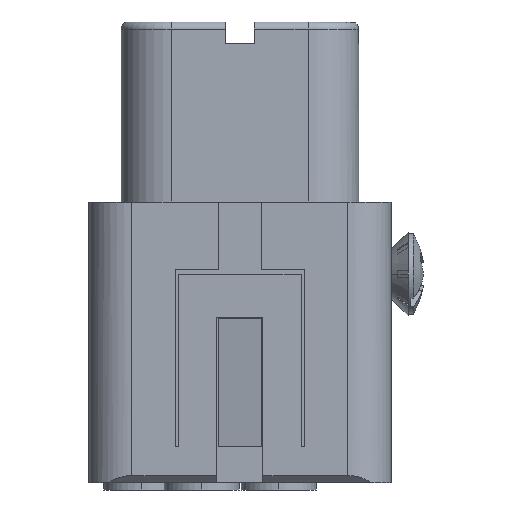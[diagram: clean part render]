
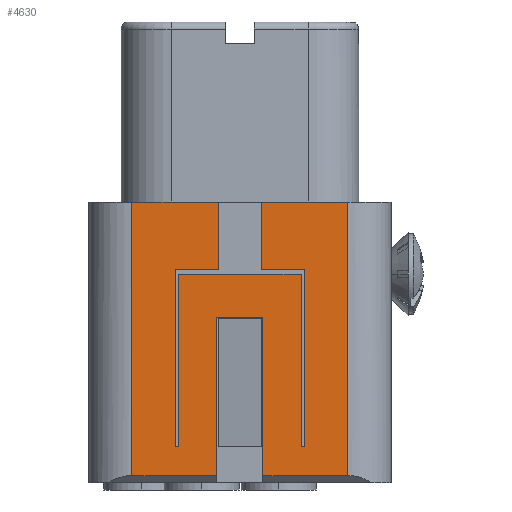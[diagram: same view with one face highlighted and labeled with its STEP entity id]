
A CAD part, left-side view. The second image highlights one B-rep face of the part: STEP entity #4630.
In plain terms, the highlighted planar face has unit normal (-1, 0, 0).
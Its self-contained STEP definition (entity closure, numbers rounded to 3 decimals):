
#3040=CARTESIAN_POINT('',(38.188,39.113,-19.));
#3050=DIRECTION('',(-1.,0.,0.));
#3060=DIRECTION('',(0.,1.,0.));
#3070=AXIS2_PLACEMENT_3D('',#3040,#3050,#3060);
#3080=PLANE('',#3070);
#3090=CARTESIAN_POINT('',(38.188,45.165,-24.));
#3100=DIRECTION('',(0.,0.,-1.));
#3110=VECTOR('',#3100,1.);
#3120=LINE('',#3090,#3110);
#3130=CARTESIAN_POINT('',(38.188,45.165,-31.3));
#3140=VERTEX_POINT('',#3130);
#3150=CARTESIAN_POINT('',(38.188,45.165,-36.));
#3160=VERTEX_POINT('',#3150);
#3170=EDGE_CURVE('',#3140,#3160,#3120,.T.);
#3180=ORIENTED_EDGE('',*,*,#3170,.T.);
#3190=CARTESIAN_POINT('',(38.188,46.605,-31.3));
#3200=DIRECTION('',(0.,1.,0.));
#3210=VECTOR('',#3200,1.);
#3220=LINE('',#3190,#3210);
#3230=CARTESIAN_POINT('',(38.188,42.165,-31.3));
#3240=VERTEX_POINT('',#3230);
#3250=EDGE_CURVE('',#3240,#3140,#3220,.T.);
#3260=ORIENTED_EDGE('',*,*,#3250,.T.);
#3270=CARTESIAN_POINT('',(38.188,42.165,-24.));
#3280=DIRECTION('',(0.,0.,1.));
#3290=VECTOR('',#3280,1.);
#3300=LINE('',#3270,#3290);
#3310=CARTESIAN_POINT('',(38.188,42.165,-19.));
#3320=VERTEX_POINT('',#3310);
#3330=EDGE_CURVE('',#3240,#3320,#3300,.T.);
#3340=ORIENTED_EDGE('',*,*,#3330,.F.);
#3350=CARTESIAN_POINT('',(38.188,56.839,-19.));
#3360=DIRECTION('',(0.,1.,0.));
#3370=VECTOR('',#3360,1.);
#3380=LINE('',#3350,#3370);
#3390=CARTESIAN_POINT('',(38.188,42.415,-19.));
#3400=VERTEX_POINT('',#3390);
#3410=EDGE_CURVE('',#3320,#3400,#3380,.T.);
#3420=ORIENTED_EDGE('',*,*,#3410,.F.);
#3430=CARTESIAN_POINT('',(38.188,42.415,-17.5));
#3440=DIRECTION('',(0.,0.,-1.));
#3450=VECTOR('',#3440,1.);
#3460=LINE('',#3430,#3450);
#3470=CARTESIAN_POINT('',(38.188,42.415,-31.));
#3480=VERTEX_POINT('',#3470);
#3490=EDGE_CURVE('',#3400,#3480,#3460,.T.);
#3500=ORIENTED_EDGE('',*,*,#3490,.F.);
#3510=CARTESIAN_POINT('',(38.188,56.839,-31.));
#3520=DIRECTION('',(0.,-1.,0.));
#3530=VECTOR('',#3520,1.);
#3540=LINE('',#3510,#3530);
#3550=CARTESIAN_POINT('',(38.188,50.915,-31.));
#3560=VERTEX_POINT('',#3550);
#3570=EDGE_CURVE('',#3560,#3480,#3540,.T.);
#3580=ORIENTED_EDGE('',*,*,#3570,.T.);
#3590=CARTESIAN_POINT('',(38.188,50.915,-17.5));
#3600=DIRECTION('',(0.,0.,-1.));
#3610=VECTOR('',#3600,1.);
#3620=LINE('',#3590,#3610);
#3630=CARTESIAN_POINT('',(38.188,50.915,-19.));
#3640=VERTEX_POINT('',#3630);
#3650=EDGE_CURVE('',#3640,#3560,#3620,.T.);
#3660=ORIENTED_EDGE('',*,*,#3650,.T.);
#3670=CARTESIAN_POINT('',(38.188,51.165,-19.));
#3680=VERTEX_POINT('',#3670);
#3690=EDGE_CURVE('',#3640,#3680,#3380,.T.);
#3700=ORIENTED_EDGE('',*,*,#3690,.F.);
#3710=CARTESIAN_POINT('',(38.188,51.165,-24.));
#3720=DIRECTION('',(0.,0.,-1.));
#3730=VECTOR('',#3720,1.);
#3740=LINE('',#3710,#3730);
#3750=CARTESIAN_POINT('',(38.188,51.165,-31.3));
#3760=VERTEX_POINT('',#3750);
#3770=EDGE_CURVE('',#3680,#3760,#3740,.T.);
#3780=ORIENTED_EDGE('',*,*,#3770,.F.);
#3790=CARTESIAN_POINT('',(38.188,46.605,-31.3));
#3800=DIRECTION('',(0.,-1.,0.));
#3810=VECTOR('',#3800,1.);
#3820=LINE('',#3790,#3810);
#3830=CARTESIAN_POINT('',(38.188,48.165,-31.3));
#3840=VERTEX_POINT('',#3830);
#3850=EDGE_CURVE('',#3760,#3840,#3820,.T.);
#3860=ORIENTED_EDGE('',*,*,#3850,.F.);
#3870=CARTESIAN_POINT('',(38.188,48.165,-24.));
#3880=DIRECTION('',(0.,0.,-1.));
#3890=VECTOR('',#3880,1.);
#3900=LINE('',#3870,#3890);
#3910=CARTESIAN_POINT('',(38.188,48.165,-36.));
#3920=VERTEX_POINT('',#3910);
#3930=EDGE_CURVE('',#3840,#3920,#3900,.T.);
#3940=ORIENTED_EDGE('',*,*,#3930,.F.);
#3950=CARTESIAN_POINT('',(38.188,46.605,-36.));
#3960=DIRECTION('',(0.,-1.,0.));
#3970=VECTOR('',#3960,1.);
#3980=LINE('',#3950,#3970);
#3990=CARTESIAN_POINT('',(38.188,54.165,-36.));
#4000=VERTEX_POINT('',#3990);
#4010=EDGE_CURVE('',#4000,#3920,#3980,.T.);
#4020=ORIENTED_EDGE('',*,*,#4010,.T.);
#4030=CARTESIAN_POINT('',(38.188,54.165,-17.5));
#4040=DIRECTION('',(0.,0.,1.));
#4050=VECTOR('',#4040,1.);
#4060=LINE('',#4030,#4050);
#4070=CARTESIAN_POINT('',(38.188,54.165,-17.));
#4080=VERTEX_POINT('',#4070);
#4090=EDGE_CURVE('',#4000,#4080,#4060,.T.);
#4100=ORIENTED_EDGE('',*,*,#4090,.F.);
#4110=CARTESIAN_POINT('',(38.188,56.839,-17.));
#4120=DIRECTION('',(0.,-1.,0.));
#4130=VECTOR('',#4120,1.);
#4140=LINE('',#4110,#4130);
#4150=CARTESIAN_POINT('',(38.188,48.265,-17.));
#4160=VERTEX_POINT('',#4150);
#4170=EDGE_CURVE('',#4080,#4160,#4140,.T.);
#4180=ORIENTED_EDGE('',*,*,#4170,.F.);
#4190=CARTESIAN_POINT('',(38.188,48.265,-17.5));
#4200=DIRECTION('',(0.,0.,-1.));
#4210=VECTOR('',#4200,1.);
#4220=LINE('',#4190,#4210);
#4230=CARTESIAN_POINT('',(38.188,48.265,-28.));
#4240=VERTEX_POINT('',#4230);
#4250=EDGE_CURVE('',#4160,#4240,#4220,.T.);
#4260=ORIENTED_EDGE('',*,*,#4250,.F.);
#4270=CARTESIAN_POINT('',(38.188,56.839,-28.));
#4280=DIRECTION('',(0.,1.,0.));
#4290=VECTOR('',#4280,1.);
#4300=LINE('',#4270,#4290);
#4310=CARTESIAN_POINT('',(38.188,45.065,-28.));
#4320=VERTEX_POINT('',#4310);
#4330=EDGE_CURVE('',#4320,#4240,#4300,.T.);
#4340=ORIENTED_EDGE('',*,*,#4330,.T.);
#4350=CARTESIAN_POINT('',(38.188,45.065,-17.5));
#4360=DIRECTION('',(0.,0.,1.));
#4370=VECTOR('',#4360,1.);
#4380=LINE('',#4350,#4370);
#4390=CARTESIAN_POINT('',(38.188,45.065,-17.));
#4400=VERTEX_POINT('',#4390);
#4410=EDGE_CURVE('',#4320,#4400,#4380,.T.);
#4420=ORIENTED_EDGE('',*,*,#4410,.F.);
#4430=CARTESIAN_POINT('',(38.188,39.165,-17.));
#4440=VERTEX_POINT('',#4430);
#4450=EDGE_CURVE('',#4400,#4440,#4140,.T.);
#4460=ORIENTED_EDGE('',*,*,#4450,.F.);
#4470=CARTESIAN_POINT('',(38.188,39.165,-24.));
#4480=DIRECTION('',(0.,0.,-1.));
#4490=VECTOR('',#4480,1.);
#4500=LINE('',#4470,#4490);
#4510=CARTESIAN_POINT('',(38.188,39.165,-36.));
#4520=VERTEX_POINT('',#4510);
#4530=EDGE_CURVE('',#4440,#4520,#4500,.T.);
#4540=ORIENTED_EDGE('',*,*,#4530,.F.);
#4550=CARTESIAN_POINT('',(38.188,46.605,-36.));
#4560=DIRECTION('',(0.,-1.,0.));
#4570=VECTOR('',#4560,1.);
#4580=LINE('',#4550,#4570);
#4590=EDGE_CURVE('',#3160,#4520,#4580,.T.);
#4600=ORIENTED_EDGE('',*,*,#4590,.T.);
#4610=EDGE_LOOP('',(#4600,#4540,#4460,#4420,#4340,#4260,#4180,#4100,
#4020,#3940,#3860,#3780,#3700,#3660,#3580,#3500,#3420,#3340,#3260,#3180)
);
#4620=FACE_OUTER_BOUND('',#4610,.T.);
#4630=ADVANCED_FACE('',(#4620),#3080,.T.);
